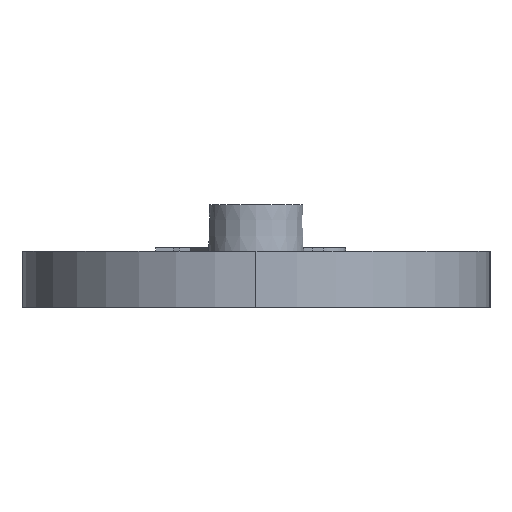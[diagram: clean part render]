
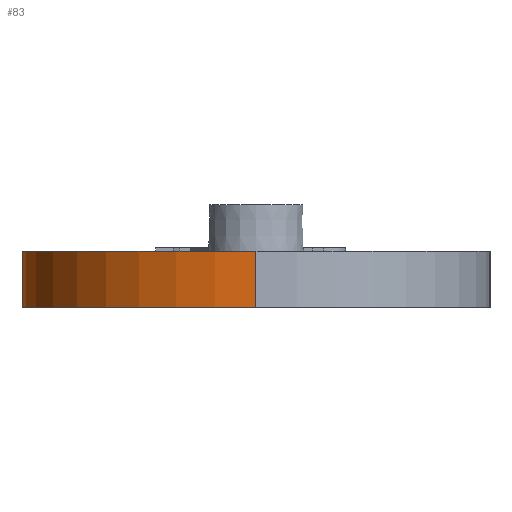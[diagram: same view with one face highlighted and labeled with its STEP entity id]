
A CAD part, left-side view. The second image highlights one B-rep face of the part: STEP entity #83.
In plain terms, the highlighted cylindrical face has radius 12.5 mm (diameter 25 mm), a partial arc.
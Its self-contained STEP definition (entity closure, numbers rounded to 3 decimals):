
#83 = ADVANCED_FACE( '', ( #176 ), #177, .T. );
#176 = FACE_OUTER_BOUND( '', #333, .T. );
#177 = CYLINDRICAL_SURFACE( '', #334, 12.5 );
#333 = EDGE_LOOP( '', ( #587, #588, #589, #590 ) );
#334 = AXIS2_PLACEMENT_3D( '', #591, #592, #593 );
#587 = ORIENTED_EDGE( '', *, *, #1049, .T. );
#588 = ORIENTED_EDGE( '', *, *, #1080, .F. );
#589 = ORIENTED_EDGE( '', *, *, #1111, .F. );
#590 = ORIENTED_EDGE( '', *, *, #1118, .T. );
#591 = CARTESIAN_POINT( '', ( -53., 0., 0. ) );
#592 = DIRECTION( '', ( 0., 0., -1. ) );
#593 = DIRECTION( '', ( 0., -1., 0. ) );
#1049 = EDGE_CURVE( '', #1247, #1244, #1248, .T. );
#1080 = EDGE_CURVE( '', #1306, #1244, #1308, .T. );
#1111 = EDGE_CURVE( '', #1362, #1306, #1364, .T. );
#1118 = EDGE_CURVE( '', #1362, #1247, #1377, .T. );
#1244 = VERTEX_POINT( '', #1555 );
#1247 = VERTEX_POINT( '', #1559 );
#1248 = CIRCLE( '', #1560, 12.5 );
#1306 = VERTEX_POINT( '', #1637 );
#1308 = LINE( '', #1640, #1641 );
#1362 = VERTEX_POINT( '', #1718 );
#1364 = CIRCLE( '', #1720, 12.5 );
#1377 = LINE( '', #1735, #1736 );
#1555 = CARTESIAN_POINT( '', ( -53., 12.5, 3. ) );
#1559 = CARTESIAN_POINT( '', ( -65.5, 0., 3. ) );
#1560 = AXIS2_PLACEMENT_3D( '', #1979, #1980, #1981 );
#1637 = CARTESIAN_POINT( '', ( -53., 12.5, 0. ) );
#1640 = CARTESIAN_POINT( '', ( -53., 12.5, 0. ) );
#1641 = VECTOR( '', #2032, 1000. );
#1718 = CARTESIAN_POINT( '', ( -65.5, 0., 0. ) );
#1720 = AXIS2_PLACEMENT_3D( '', #2077, #2078, #2079 );
#1735 = CARTESIAN_POINT( '', ( -65.5, 0., 0. ) );
#1736 = VECTOR( '', #2094, 1000. );
#1979 = CARTESIAN_POINT( '', ( -53., 0., 3. ) );
#1980 = DIRECTION( '', ( 0., 0., -1. ) );
#1981 = DIRECTION( '', ( 0., 1., 0. ) );
#2032 = DIRECTION( '', ( 0., 0., 1. ) );
#2077 = CARTESIAN_POINT( '', ( -53., 0., 0. ) );
#2078 = DIRECTION( '', ( 0., 0., -1. ) );
#2079 = DIRECTION( '', ( 0., 1., 0. ) );
#2094 = DIRECTION( '', ( 0., 0., 1. ) );
